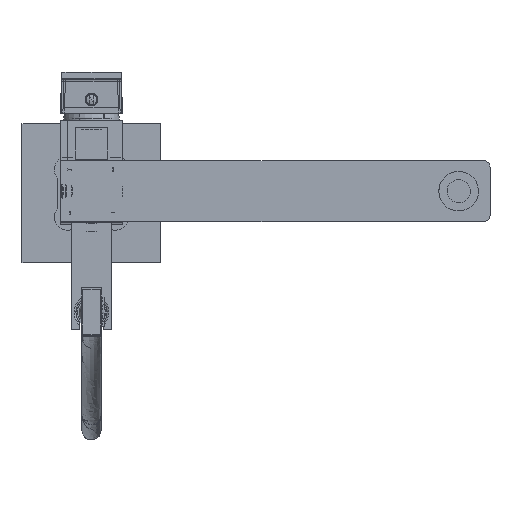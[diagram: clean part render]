
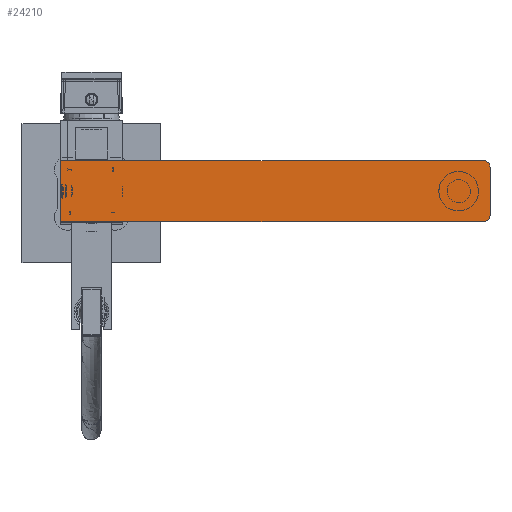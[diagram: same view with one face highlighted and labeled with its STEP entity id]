
A CAD part, top view. The second image highlights one B-rep face of the part: STEP entity #24210.
In plain terms, the highlighted planar face has unit normal (0, 0, 1).
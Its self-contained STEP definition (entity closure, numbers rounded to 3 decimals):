
#24142=CARTESIAN_POINT('Vertex',(287.5,-22.5,193.5)) ;
#24145=CARTESIAN_POINT('Line Origine',(132.5,-22.5,193.5)) ;
#24149=CARTESIAN_POINT('Vertex',(-22.5,-22.5,193.5)) ;
#24164=CARTESIAN_POINT('Axis2P3D Location',(269.5,-17.5,193.5)) ;
#24169=CARTESIAN_POINT('Axis2P3D Location',(287.5,-17.5,193.5)) ;
#24173=CARTESIAN_POINT('Vertex',(292.5,-17.5,193.5)) ;
#24176=CARTESIAN_POINT('Line Origine',(292.5,0.,193.5)) ;
#24180=CARTESIAN_POINT('Vertex',(292.5,17.5,193.5)) ;
#24183=CARTESIAN_POINT('Axis2P3D Location',(287.5,17.5,193.5)) ;
#24187=CARTESIAN_POINT('Vertex',(287.5,22.5,193.5)) ;
#24190=CARTESIAN_POINT('Line Origine',(132.5,22.5,193.5)) ;
#24194=CARTESIAN_POINT('Vertex',(-22.5,22.5,193.5)) ;
#24197=CARTESIAN_POINT('Line Origine',(-22.5,0.,193.5)) ;
#24147=VECTOR('Line Direction',#24146,1.) ;
#24178=VECTOR('Line Direction',#24177,1.) ;
#24192=VECTOR('Line Direction',#24191,1.) ;
#24199=VECTOR('Line Direction',#24198,1.) ;
#24146=DIRECTION('Vector Direction',(1.,0.,0.)) ;
#24165=DIRECTION('Axis2P3D Direction',(0.,0.,1.)) ;
#24166=DIRECTION('Axis2P3D XDirection',(0.,1.,0.)) ;
#24170=DIRECTION('Axis2P3D Direction',(0.,0.,1.)) ;
#24177=DIRECTION('Vector Direction',(0.,1.,0.)) ;
#24184=DIRECTION('Axis2P3D Direction',(0.,0.,1.)) ;
#24191=DIRECTION('Vector Direction',(-1.,0.,0.)) ;
#24198=DIRECTION('Vector Direction',(0.,1.,0.)) ;
#24167=AXIS2_PLACEMENT_3D('Plane Axis2P3D',#24164,#24165,#24166) ;
#24171=AXIS2_PLACEMENT_3D('Circle Axis2P3D',#24169,#24170,$) ;
#24185=AXIS2_PLACEMENT_3D('Circle Axis2P3D',#24183,#24184,$) ;
#24148=LINE('Line',#24145,#24147) ;
#24179=LINE('Line',#24176,#24178) ;
#24193=LINE('Line',#24190,#24192) ;
#24200=LINE('Line',#24197,#24199) ;
#24172=CIRCLE('generated circle',#24171,5.) ;
#24186=CIRCLE('generated circle',#24185,5.) ;
#24168=PLANE('',#24167) ;
#24151=EDGE_CURVE('',#24150,#24143,#24148,.T.) ;
#24175=EDGE_CURVE('',#24174,#24143,#24172,.F.) ;
#24182=EDGE_CURVE('',#24174,#24181,#24179,.T.) ;
#24189=EDGE_CURVE('',#24188,#24181,#24186,.F.) ;
#24196=EDGE_CURVE('',#24188,#24195,#24193,.T.) ;
#24201=EDGE_CURVE('',#24150,#24195,#24200,.T.) ;
#24203=ORIENTED_EDGE('',*,*,#24151,.T.) ;
#24204=ORIENTED_EDGE('',*,*,#24175,.F.) ;
#24205=ORIENTED_EDGE('',*,*,#24182,.T.) ;
#24206=ORIENTED_EDGE('',*,*,#24189,.F.) ;
#24207=ORIENTED_EDGE('',*,*,#24196,.T.) ;
#24208=ORIENTED_EDGE('',*,*,#24201,.F.) ;
#24202=EDGE_LOOP('',(#24203,#24204,#24205,#24206,#24207,#24208)) ;
#24143=VERTEX_POINT('',#24142) ;
#24150=VERTEX_POINT('',#24149) ;
#24174=VERTEX_POINT('',#24173) ;
#24181=VERTEX_POINT('',#24180) ;
#24188=VERTEX_POINT('',#24187) ;
#24195=VERTEX_POINT('',#24194) ;
#24210=ADVANCED_FACE('P46657.1\\PartBody',(#24209),#24168,.T.) ;
#24209=FACE_OUTER_BOUND('',#24202,.T.) ;
